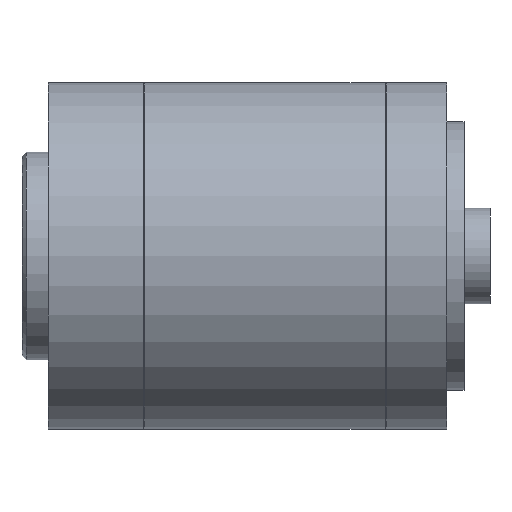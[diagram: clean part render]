
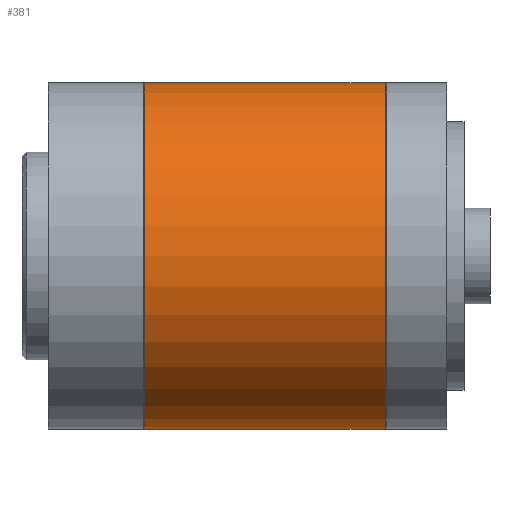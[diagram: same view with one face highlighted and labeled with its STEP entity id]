
A CAD part, top view. The second image highlights one B-rep face of the part: STEP entity #381.
In plain terms, the highlighted cylindrical face has radius 20 mm (diameter 40 mm), a partial arc.
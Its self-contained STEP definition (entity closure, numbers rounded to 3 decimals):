
#14 = DIRECTION ( 'NONE',  ( 0., -1., 0. ) ) ;
#24 = DIRECTION ( 'NONE',  ( -1., 0., 0. ) ) ;
#66 = ORIENTED_EDGE ( 'NONE', *, *, #1101, .T. ) ;
#129 = CARTESIAN_POINT ( 'NONE',  ( -12.1, 0., 0. ) ) ;
#148 = AXIS2_PLACEMENT_3D ( 'NONE', #1428, #24, #1644 ) ;
#167 = AXIS2_PLACEMENT_3D ( 'NONE', #1633, #252, #14 ) ;
#252 = DIRECTION ( 'NONE',  ( -1., 0., 0. ) ) ;
#278 = VERTEX_POINT ( 'NONE', #2822 ) ;
#328 = ORIENTED_EDGE ( 'NONE', *, *, #1609, .F. ) ;
#369 = DIRECTION ( 'NONE',  ( 0., -1., 0. ) ) ;
#381 = ADVANCED_FACE ( 'NONE', ( #1050 ), #1584, .T. ) ;
#488 = LINE ( 'NONE', #2122, #1049 ) ;
#531 = CARTESIAN_POINT ( 'NONE',  ( -12.1, 20., 0. ) ) ;
#949 = CARTESIAN_POINT ( 'NONE',  ( -92., 20., 0. ) ) ;
#1049 = VECTOR ( 'NONE', #1473, 1000. ) ;
#1050 = FACE_OUTER_BOUND ( 'NONE', #2171, .T. ) ;
#1101 = EDGE_CURVE ( 'NONE', #2794, #2854, #1679, .T. ) ;
#1152 = CIRCLE ( 'NONE', #148, 20. ) ;
#1404 = VECTOR ( 'NONE', #2675, 1000. ) ;
#1428 = CARTESIAN_POINT ( 'NONE',  ( -39.9, 0., 0. ) ) ;
#1473 = DIRECTION ( 'NONE',  ( -1., 0., 0. ) ) ;
#1490 = AXIS2_PLACEMENT_3D ( 'NONE', #129, #1749, #369 ) ;
#1584 = CYLINDRICAL_SURFACE ( 'NONE', #167, 20. ) ;
#1609 = EDGE_CURVE ( 'NONE', #2794, #1775, #488, .T. ) ;
#1628 = ORIENTED_EDGE ( 'NONE', *, *, #2212, .F. ) ;
#1633 = CARTESIAN_POINT ( 'NONE',  ( -92., 0., 0. ) ) ;
#1644 = DIRECTION ( 'NONE',  ( 0., -1., 0. ) ) ;
#1656 = CARTESIAN_POINT ( 'NONE',  ( -12.1, -20., 0. ) ) ;
#1679 = CIRCLE ( 'NONE', #1490, 20. ) ;
#1749 = DIRECTION ( 'NONE',  ( -1., 0., 0. ) ) ;
#1775 = VERTEX_POINT ( 'NONE', #2504 ) ;
#2040 = LINE ( 'NONE', #949, #1404 ) ;
#2122 = CARTESIAN_POINT ( 'NONE',  ( -92., -20., 0. ) ) ;
#2171 = EDGE_LOOP ( 'NONE', ( #66, #2263, #1628, #328 ) ) ;
#2212 = EDGE_CURVE ( 'NONE', #1775, #278, #1152, .T. ) ;
#2263 = ORIENTED_EDGE ( 'NONE', *, *, #2755, .T. ) ;
#2504 = CARTESIAN_POINT ( 'NONE',  ( -39.9, -20., 0. ) ) ;
#2675 = DIRECTION ( 'NONE',  ( -1., 0., 0. ) ) ;
#2755 = EDGE_CURVE ( 'NONE', #2854, #278, #2040, .T. ) ;
#2794 = VERTEX_POINT ( 'NONE', #1656 ) ;
#2822 = CARTESIAN_POINT ( 'NONE',  ( -39.9, 20., 0. ) ) ;
#2854 = VERTEX_POINT ( 'NONE', #531 ) ;
